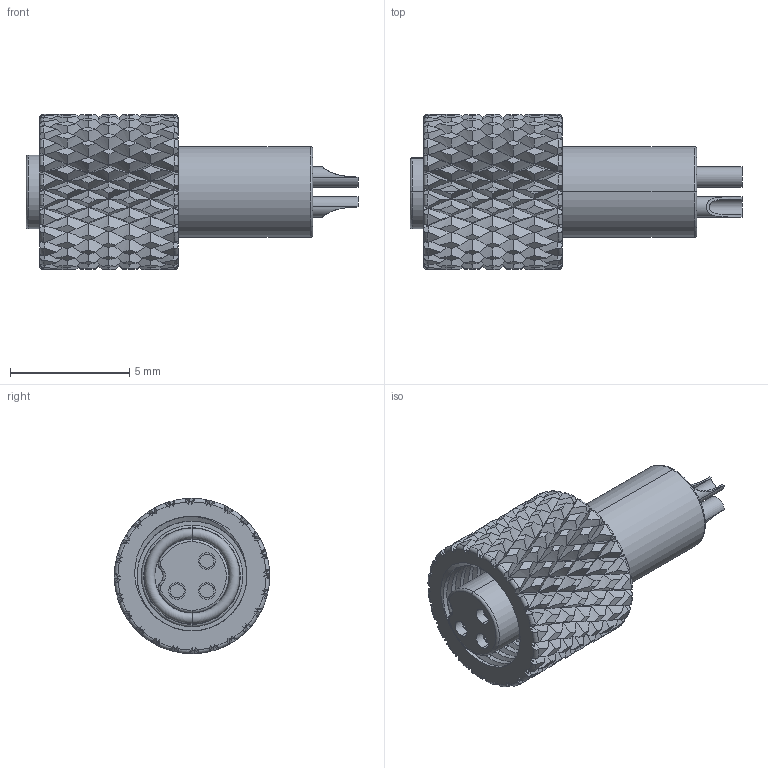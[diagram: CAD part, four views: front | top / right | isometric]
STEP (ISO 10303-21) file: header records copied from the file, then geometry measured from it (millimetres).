
FILE_DESCRIPTION (( 'STEP AP203' ), '1' );
FILE_NAME ('50-00604_revA.STEP', '2018-08-23T15:35:52', ( '' ), ( '' ), 'SwSTEP 2.0', 'SolidWorks 2015', '' );
FILE_SCHEMA (( 'CONFIG_CONTROL_DESIGN' ));
Length unit declared in the file: millimetre
Products named in the file (6): M5F3P; M5_oring_small; 50-00604_revA; M5Female_inline threads; M5Female_socket
Assembly tree (7 placements, depth 3):
  50-00604_revA
    M5Female_inline threads
    M5_oring_small
    M5F3P
      M5F3P
      M5Female_socket  x3
Bounding box: 13.9 x 6.5 x 6.5 mm (x, y, z)
Volume: 186.6 mm3; surface area: 802.6 mm2
Topology: 6 solids, 6 shells, 1276 faces, 2886 edges, 1626 vertices
Faces by surface type: bspline 774, cylinder 291, torus 112, plane 87, cone 12
Entity records: 44675 total; most frequent: CARTESIAN_POINT 22679, ORIENTED_EDGE 5580, EDGE_CURVE 2790, DIRECTION 2222, B_SPLINE_CURVE_WITH_KNOTS 1758, VERTEX_POINT 1570, EDGE_LOOP 1246, ADVANCED_FACE 1232
